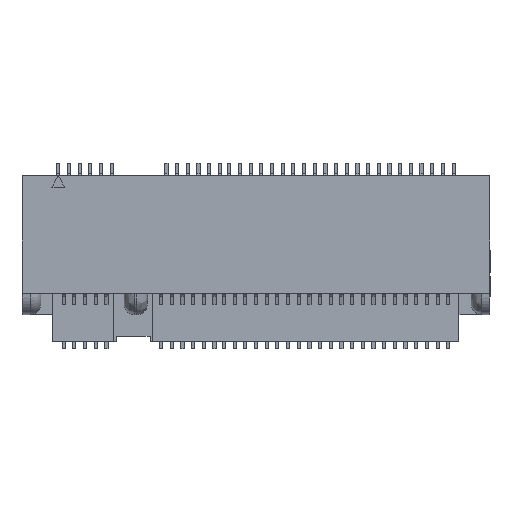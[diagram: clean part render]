
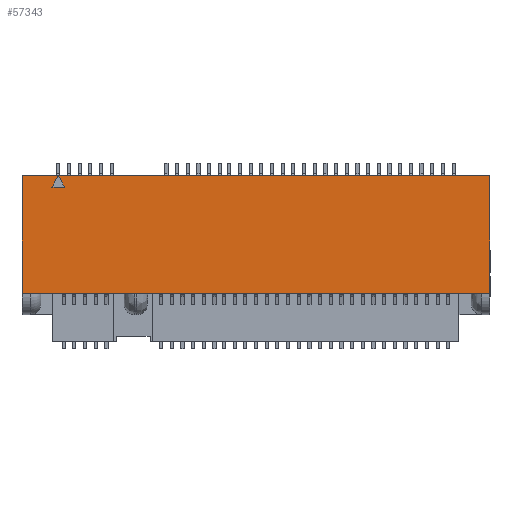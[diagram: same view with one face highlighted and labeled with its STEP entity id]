
A CAD part, top view. The second image highlights one B-rep face of the part: STEP entity #57343.
In plain terms, the highlighted planar face has unit normal (0, 0, 1).
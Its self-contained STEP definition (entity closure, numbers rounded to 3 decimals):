
#143 = VECTOR ( 'NONE', #23880, 1000. ) ;
#446 = VERTEX_POINT ( 'NONE', #44871 ) ;
#1200 = LINE ( 'NONE', #32715, #47571 ) ;
#1749 = VECTOR ( 'NONE', #23779, 1000. ) ;
#2052 = LINE ( 'NONE', #61852, #50712 ) ;
#2113 = CARTESIAN_POINT ( 'NONE',  ( -10.95, 7.751, 1.885 ) ) ;
#2137 = CARTESIAN_POINT ( 'NONE',  ( -10.575, 2.25, 1.885 ) ) ;
#4820 = CARTESIAN_POINT ( 'NONE',  ( -10.95, 7.75, 1.885 ) ) ;
#5782 = VECTOR ( 'NONE', #57519, 1000. ) ;
#7406 = CARTESIAN_POINT ( 'NONE',  ( 10.95, 7.751, 1.885 ) ) ;
#7502 = LINE ( 'NONE', #67309, #1749 ) ;
#12148 = DIRECTION ( 'NONE',  ( 1., 0., 0. ) ) ;
#13942 = CARTESIAN_POINT ( 'NONE',  ( -10.95, 7.75, 1.885 ) ) ;
#14517 = EDGE_LOOP ( 'NONE', ( #14632, #26255, #57925 ) ) ;
#14632 = ORIENTED_EDGE ( 'NONE', *, *, #19110, .F. ) ;
#14658 = CARTESIAN_POINT ( 'NONE',  ( 10.575, 2.25, 1.885 ) ) ;
#14774 = EDGE_CURVE ( 'NONE', #44857, #44803, #23583, .T. ) ;
#15099 = VECTOR ( 'NONE', #40225, 1000. ) ;
#15921 = CARTESIAN_POINT ( 'NONE',  ( -5.675, 2.25, 1.885 ) ) ;
#17302 = LINE ( 'NONE', #49179, #63367 ) ;
#18913 = VECTOR ( 'NONE', #26508, 1000. ) ;
#19110 = EDGE_CURVE ( 'NONE', #446, #57518, #7502, .T. ) ;
#19214 = FACE_BOUND ( 'NONE', #14517, .T. ) ;
#19951 = CARTESIAN_POINT ( 'NONE',  ( 10.95, 2.25, 1.885 ) ) ;
#20484 = EDGE_CURVE ( 'NONE', #66615, #37328, #2052, .T. ) ;
#22942 = VERTEX_POINT ( 'NONE', #29318 ) ;
#23583 = LINE ( 'NONE', #28261, #15099 ) ;
#23604 = EDGE_CURVE ( 'NONE', #44803, #60135, #64345, .T. ) ;
#23779 = DIRECTION ( 'NONE',  ( -0.5, 0.866, 0. ) ) ;
#23880 = DIRECTION ( 'NONE',  ( 1., 0., 0. ) ) ;
#24245 = CARTESIAN_POINT ( 'NONE',  ( -10.95, 2.25, 1.885 ) ) ;
#24329 = ORIENTED_EDGE ( 'NONE', *, *, #60785, .T. ) ;
#24644 = ORIENTED_EDGE ( 'NONE', *, *, #23604, .F. ) ;
#24908 = PLANE ( 'NONE',  #48144 ) ;
#25674 = EDGE_CURVE ( 'NONE', #44857, #29995, #53039, .T. ) ;
#26255 = ORIENTED_EDGE ( 'NONE', *, *, #67481, .F. ) ;
#26460 = DIRECTION ( 'NONE',  ( 0., -1., 0. ) ) ;
#26508 = DIRECTION ( 'NONE',  ( 0., -1., 0. ) ) ;
#27682 = DIRECTION ( 'NONE',  ( 1., 0., 0. ) ) ;
#28261 = CARTESIAN_POINT ( 'NONE',  ( -10.95, 7.751, 1.885 ) ) ;
#29318 = CARTESIAN_POINT ( 'NONE',  ( -9.55, 7.22, 1.885 ) ) ;
#29995 = VERTEX_POINT ( 'NONE', #24245 ) ;
#30577 = ORIENTED_EDGE ( 'NONE', *, *, #60988, .T. ) ;
#31890 = DIRECTION ( 'NONE',  ( 1., 0., 0. ) ) ;
#32715 = CARTESIAN_POINT ( 'NONE',  ( -10.95, 2.25, 1.885 ) ) ;
#34503 = FACE_OUTER_BOUND ( 'NONE', #56808, .T. ) ;
#34619 = DIRECTION ( 'NONE',  ( 1., 0., 0. ) ) ;
#35698 = EDGE_CURVE ( 'NONE', #57518, #22942, #68049, .T. ) ;
#36092 = CARTESIAN_POINT ( 'NONE',  ( -9.25, 7.74, 1.885 ) ) ;
#36223 = DIRECTION ( 'NONE',  ( -0.5, -0.866, 0. ) ) ;
#37328 = VERTEX_POINT ( 'NONE', #15921 ) ;
#37486 = CARTESIAN_POINT ( 'NONE',  ( 10.95, 7.75, 1.885 ) ) ;
#40110 = VERTEX_POINT ( 'NONE', #69802 ) ;
#40225 = DIRECTION ( 'NONE',  ( 1., 0., 0. ) ) ;
#41273 = ORIENTED_EDGE ( 'NONE', *, *, #14774, .F. ) ;
#42249 = LINE ( 'NONE', #14658, #5782 ) ;
#42865 = CARTESIAN_POINT ( 'NONE',  ( -2.575, 2.25, 1.885 ) ) ;
#42999 = VECTOR ( 'NONE', #27682, 1000. ) ;
#44803 = VERTEX_POINT ( 'NONE', #7406 ) ;
#44857 = VERTEX_POINT ( 'NONE', #2113 ) ;
#44871 = CARTESIAN_POINT ( 'NONE',  ( -8.95, 7.22, 1.885 ) ) ;
#45041 = VECTOR ( 'NONE', #36223, 1000. ) ;
#45119 = DIRECTION ( 'NONE',  ( 0., 0., 1. ) ) ;
#45253 = ORIENTED_EDGE ( 'NONE', *, *, #45443, .T. ) ;
#45443 = EDGE_CURVE ( 'NONE', #40110, #49656, #65134, .T. ) ;
#46113 = CARTESIAN_POINT ( 'NONE',  ( -9.25, 7.74, 1.885 ) ) ;
#47571 = VECTOR ( 'NONE', #12148, 1000. ) ;
#48144 = AXIS2_PLACEMENT_3D ( 'NONE', #13942, #45119, #56493 ) ;
#49179 = CARTESIAN_POINT ( 'NONE',  ( -9.55, 7.22, 1.885 ) ) ;
#49656 = VERTEX_POINT ( 'NONE', #52289 ) ;
#50712 = VECTOR ( 'NONE', #34619, 1000. ) ;
#51436 = EDGE_CURVE ( 'NONE', #49656, #60135, #42249, .T. ) ;
#51644 = ORIENTED_EDGE ( 'NONE', *, *, #51436, .T. ) ;
#52289 = CARTESIAN_POINT ( 'NONE',  ( 10.575, 2.25, 1.885 ) ) ;
#52431 = ORIENTED_EDGE ( 'NONE', *, *, #20484, .T. ) ;
#53039 = LINE ( 'NONE', #4820, #53171 ) ;
#53171 = VECTOR ( 'NONE', #26460, 1000. ) ;
#56493 = DIRECTION ( 'NONE',  ( 1., 0., 0. ) ) ;
#56513 = CARTESIAN_POINT ( 'NONE',  ( -5.675, 2.25, 1.885 ) ) ;
#56808 = EDGE_LOOP ( 'NONE', ( #41273, #66704, #30577, #52431, #24329, #45253, #51644, #24644 ) ) ;
#57343 = ADVANCED_FACE ( 'NONE', ( #34503, #19214 ), #24908, .T. ) ;
#57518 = VERTEX_POINT ( 'NONE', #36092 ) ;
#57519 = DIRECTION ( 'NONE',  ( 1., 0., 0. ) ) ;
#57925 = ORIENTED_EDGE ( 'NONE', *, *, #35698, .F. ) ;
#60135 = VERTEX_POINT ( 'NONE', #19951 ) ;
#60785 = EDGE_CURVE ( 'NONE', #37328, #40110, #61768, .T. ) ;
#60988 = EDGE_CURVE ( 'NONE', #29995, #66615, #1200, .T. ) ;
#61768 = LINE ( 'NONE', #56513, #143 ) ;
#61852 = CARTESIAN_POINT ( 'NONE',  ( -10.575, 2.25, 1.885 ) ) ;
#63367 = VECTOR ( 'NONE', #31890, 1000. ) ;
#64345 = LINE ( 'NONE', #37486, #18913 ) ;
#65134 = LINE ( 'NONE', #42865, #42999 ) ;
#66615 = VERTEX_POINT ( 'NONE', #2137 ) ;
#66704 = ORIENTED_EDGE ( 'NONE', *, *, #25674, .T. ) ;
#67309 = CARTESIAN_POINT ( 'NONE',  ( -8.95, 7.22, 1.885 ) ) ;
#67481 = EDGE_CURVE ( 'NONE', #22942, #446, #17302, .T. ) ;
#68049 = LINE ( 'NONE', #46113, #45041 ) ;
#69802 = CARTESIAN_POINT ( 'NONE',  ( -5.575, 2.25, 1.885 ) ) ;
